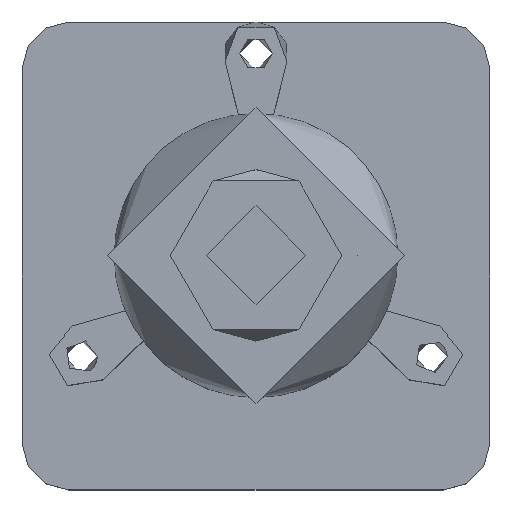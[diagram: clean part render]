
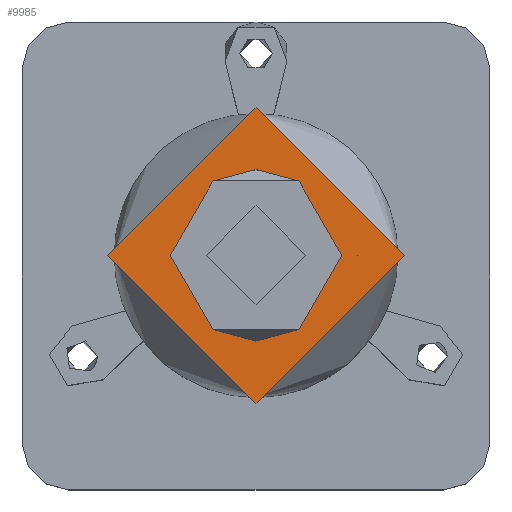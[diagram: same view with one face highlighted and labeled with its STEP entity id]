
A CAD part, top view. The second image highlights one B-rep face of the part: STEP entity #9985.
In plain terms, the highlighted planar face has unit normal (0, 0, 1).
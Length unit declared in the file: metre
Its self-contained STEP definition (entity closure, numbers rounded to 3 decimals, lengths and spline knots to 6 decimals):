
#1845=B_SPLINE_CURVE_WITH_KNOTS('',3,(#14979,#14980,#14981,#14982,#14983,
#14984,#14985,#14986,#14987,#14988,#14989),.UNSPECIFIED.,.T.,.F.,(1,1,1,
1,1,1,1,1,1,1,1,1,1,1,1),(-0.01531,-0.010207,-0.005103,
0.,0.005103,0.010207,0.01531,
0.020414,0.025517,0.03062,0.035724,
0.040827,0.04593,0.051034,0.056137),
 .UNSPECIFIED.);
#1991=ORIENTED_EDGE('',*,*,#5049,.T.);
#1992=ORIENTED_EDGE('',*,*,#5050,.T.);
#5049=EDGE_CURVE('',#6578,#6578,#7608,.T.);
#5050=EDGE_CURVE('',#6579,#6579,#1845,.T.);
#6578=VERTEX_POINT('',#14978);
#6579=VERTEX_POINT('',#14990);
#7608=CIRCLE('',#10689,0.0095);
#8231=EDGE_LOOP('',(#1991));
#8232=EDGE_LOOP('',(#1992));
#8970=FACE_BOUND('',#8231,.T.);
#8971=FACE_BOUND('',#8232,.T.);
#9709=PLANE('',#10688);
#9985=ADVANCED_FACE('',(#8970,#8971),#9709,.T.);
#10688=AXIS2_PLACEMENT_3D('',#14976,#11871,#11872);
#10689=AXIS2_PLACEMENT_3D('',#14977,#11873,#11874);
#11871=DIRECTION('',(0.,0.,1.));
#11872=DIRECTION('',(1.,0.,0.));
#11873=DIRECTION('',(0.,0.,1.));
#11874=DIRECTION('',(1.,0.,0.));
#14976=CARTESIAN_POINT('',(0.,0.,0.0266));
#14977=CARTESIAN_POINT('',(0.,0.,0.0266));
#14978=CARTESIAN_POINT('',(0.0095,0.,0.0266));
#14979=CARTESIAN_POINT('',(0.005088,0.005098,0.0266));
#14980=CARTESIAN_POINT('',(0.007206,0.,0.0266));
#14981=CARTESIAN_POINT('',(0.005088,-0.005097,0.0266));
#14982=CARTESIAN_POINT('',(0.000002,-0.007203,0.0266));
#14983=CARTESIAN_POINT('',(-0.005098,-0.00509,0.0266));
#14984=CARTESIAN_POINT('',(-0.007201,0.,0.0266));
#14985=CARTESIAN_POINT('',(-0.005099,0.005089,0.0266));
#14986=CARTESIAN_POINT('',(0.000002,0.007203,0.0266));
#14987=CARTESIAN_POINT('',(0.005088,0.005098,0.0266));
#14988=CARTESIAN_POINT('',(0.007206,0.,0.0266));
#14989=CARTESIAN_POINT('',(0.005088,-0.005097,0.0266));
#14990=CARTESIAN_POINT('',(0.0065,0.,0.0266));
